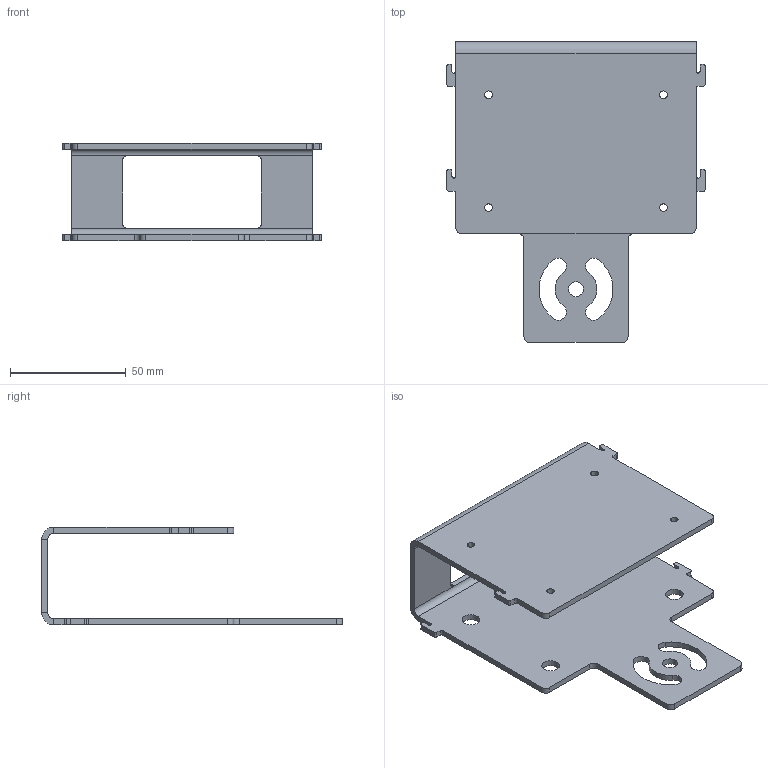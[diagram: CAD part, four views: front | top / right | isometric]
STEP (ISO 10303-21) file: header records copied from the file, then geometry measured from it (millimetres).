
FILE_DESCRIPTION((''),'2;1');
FILE_NAME('141792_SW','2008-08-13T',('banengservice'),('BANNER ENGINEERING'),'PRO/ENGINEER BY PARAMETRIC TECHNOLOGY CORPORATION, 2006170','PRO/ENGINEER BY PARAMETRIC TECHNOLOGY CORPORATION, 2006170','');
FILE_SCHEMA(('CONFIG_CONTROL_DESIGN'));
Length unit declared in the file: inch
Products named in the file (1): 141792_SW
Bounding box: 111.6 x 130 x 42.2 mm (x, y, z)
Volume: 53113.6 mm3; surface area: 44105.1 mm2
Topology: 1 solids, 1 shells, 424 faces, 1203 edges, 794 vertices
Faces by surface type: plane 354, cylinder 66, bspline 4
Entity records: 13767 total; most frequent: CARTESIAN_POINT 2561, ORIENTED_EDGE 2406, DIRECTION 2167, EDGE_CURVE 1203, VECTOR 1063, LINE 1063, VERTEX_POINT 794, AXIS2_PLACEMENT_3D 552
